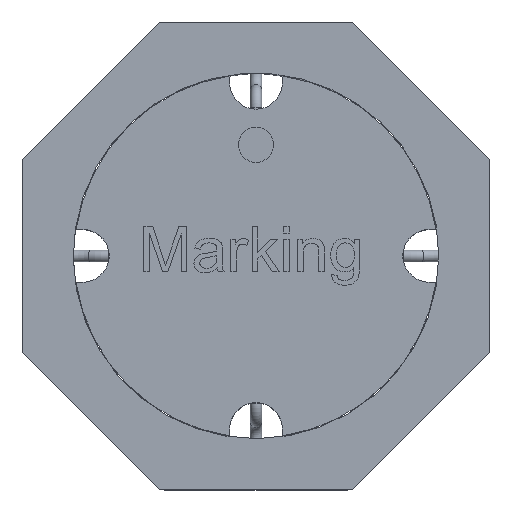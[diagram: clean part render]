
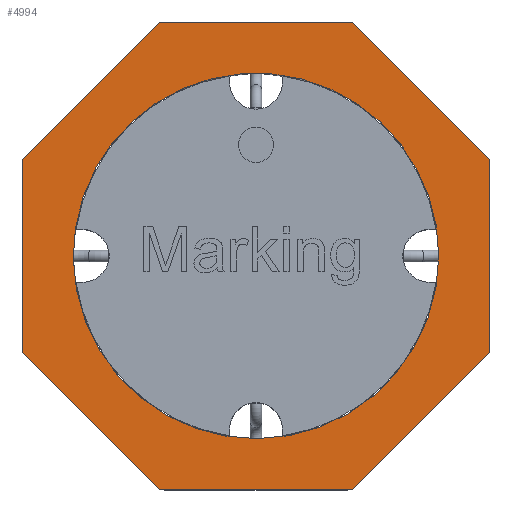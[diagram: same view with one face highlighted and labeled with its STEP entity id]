
A CAD part, top view. The second image highlights one B-rep face of the part: STEP entity #4994.
In plain terms, the highlighted planar face has unit normal (0, 0, 1).
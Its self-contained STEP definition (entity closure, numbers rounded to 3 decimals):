
#300=LINE('',#6638,#536);
#306=LINE('',#6649,#542);
#309=LINE('',#6655,#545);
#314=LINE('',#6664,#550);
#320=LINE('',#6683,#556);
#321=LINE('',#6685,#557);
#326=LINE('',#6694,#562);
#327=LINE('',#6696,#563);
#536=VECTOR('',#5641,1000.);
#542=VECTOR('',#5649,1000.);
#545=VECTOR('',#5654,1000.);
#550=VECTOR('',#5661,1000.);
#556=VECTOR('',#5679,1000.);
#557=VECTOR('',#5682,1000.);
#562=VECTOR('',#5689,1000.);
#563=VECTOR('',#5692,1000.);
#853=ORIENTED_EDGE('',*,*,#1821,.T.);
#854=ORIENTED_EDGE('',*,*,#1858,.T.);
#855=ORIENTED_EDGE('',*,*,#1833,.T.);
#856=ORIENTED_EDGE('',*,*,#1851,.T.);
#857=ORIENTED_EDGE('',*,*,#1841,.T.);
#858=ORIENTED_EDGE('',*,*,#1836,.T.);
#859=ORIENTED_EDGE('',*,*,#1857,.T.);
#860=ORIENTED_EDGE('',*,*,#1852,.T.);
#861=ORIENTED_EDGE('',*,*,#1827,.T.);
#1821=EDGE_CURVE('',#2331,#2331,#2643,.T.);
#1827=EDGE_CURVE('',#2337,#2336,#300,.T.);
#1833=EDGE_CURVE('',#2341,#2340,#306,.T.);
#1836=EDGE_CURVE('',#2343,#2342,#309,.T.);
#1841=EDGE_CURVE('',#2346,#2343,#314,.T.);
#1851=EDGE_CURVE('',#2340,#2346,#320,.T.);
#1852=EDGE_CURVE('',#2353,#2337,#321,.T.);
#1857=EDGE_CURVE('',#2342,#2353,#326,.T.);
#1858=EDGE_CURVE('',#2336,#2341,#327,.T.);
#2331=VERTEX_POINT('',#6626);
#2336=VERTEX_POINT('',#6637);
#2337=VERTEX_POINT('',#6639);
#2340=VERTEX_POINT('',#6648);
#2341=VERTEX_POINT('',#6650);
#2342=VERTEX_POINT('',#6654);
#2343=VERTEX_POINT('',#6656);
#2346=VERTEX_POINT('',#6665);
#2353=VERTEX_POINT('',#6686);
#2643=CIRCLE('',#5237,3.125);
#2779=EDGE_LOOP('',(#853));
#2780=EDGE_LOOP('',(#854,#855,#856,#857,#858,#859,#860,#861));
#3054=FACE_BOUND('',#2779,.T.);
#3055=FACE_BOUND('',#2780,.T.);
#3323=PLANE('',#5250);
#4994=ADVANCED_FACE('',(#3054,#3055),#3323,.T.);
#5237=AXIS2_PLACEMENT_3D('',#6625,#5632,#5633);
#5250=AXIS2_PLACEMENT_3D('',#6695,#5690,#5691);
#5632=DIRECTION('',(0.,0.,-1.));
#5633=DIRECTION('',(1.,0.,0.));
#5641=DIRECTION('',(-1.,0.,0.));
#5649=DIRECTION('',(0.,-1.,0.));
#5654=DIRECTION('',(0.707,0.707,0.));
#5661=DIRECTION('',(1.,0.,0.));
#5679=DIRECTION('',(0.707,-0.707,0.));
#5682=DIRECTION('',(-0.707,0.707,0.));
#5689=DIRECTION('',(0.,1.,0.));
#5690=DIRECTION('',(0.,0.,1.));
#5691=DIRECTION('',(1.,0.,0.));
#5692=DIRECTION('',(-0.707,-0.707,0.));
#6625=CARTESIAN_POINT('',(0.,0.,1.2));
#6626=CARTESIAN_POINT('',(3.125,0.,1.2));
#6637=CARTESIAN_POINT('',(-1.657,4.,1.2));
#6638=CARTESIAN_POINT('',(-1.657,4.,1.2));
#6639=CARTESIAN_POINT('',(1.657,4.,1.2));
#6648=CARTESIAN_POINT('',(-4.,-1.657,1.2));
#6649=CARTESIAN_POINT('',(-4.,1.657,1.2));
#6650=CARTESIAN_POINT('',(-4.,1.657,1.2));
#6654=CARTESIAN_POINT('',(4.,-1.657,1.2));
#6655=CARTESIAN_POINT('',(4.,-1.657,1.2));
#6656=CARTESIAN_POINT('',(1.657,-4.,1.2));
#6664=CARTESIAN_POINT('',(1.657,-4.,1.2));
#6665=CARTESIAN_POINT('',(-1.657,-4.,1.2));
#6683=CARTESIAN_POINT('',(-4.,-1.657,1.2));
#6685=CARTESIAN_POINT('',(1.657,4.,1.2));
#6686=CARTESIAN_POINT('',(4.,1.657,1.2));
#6694=CARTESIAN_POINT('',(4.,1.657,1.2));
#6695=CARTESIAN_POINT('',(-5.657,0.,1.2));
#6696=CARTESIAN_POINT('',(-4.,1.657,1.2));
